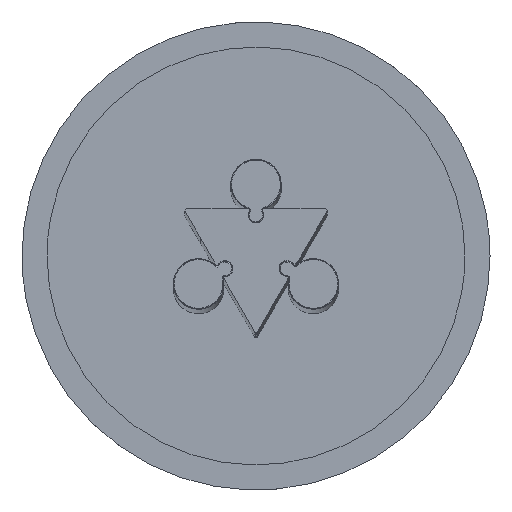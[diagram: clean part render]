
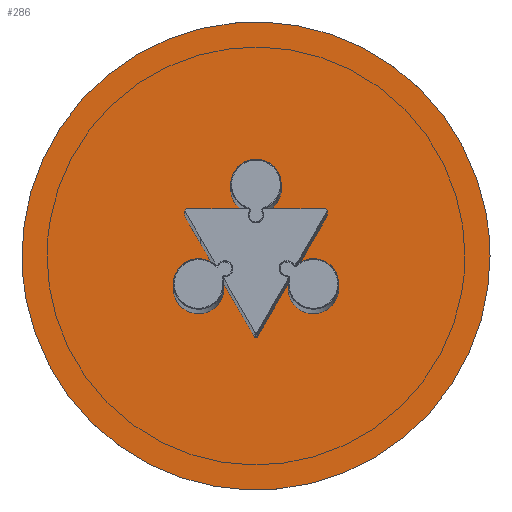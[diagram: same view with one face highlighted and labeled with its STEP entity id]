
A CAD part, top view. The second image highlights one B-rep face of the part: STEP entity #286.
In plain terms, the highlighted planar face has unit normal (0, 0, 1).
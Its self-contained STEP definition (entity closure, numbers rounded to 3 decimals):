
#286=ADVANCED_FACE('',(#428),#2136,.T.);
#428=FACE_OUTER_BOUND('',#570,.T.);
#570=EDGE_LOOP('',(#724,#725));
#724=ORIENTED_EDGE('',*,*,#1356,.F.);
#725=ORIENTED_EDGE('',*,*,#1352,.F.);
#1352=EDGE_CURVE('',#1936,#1938,#1671,.T.);
#1356=EDGE_CURVE('',#1938,#1936,#1675,.T.);
#1671=(
BOUNDED_CURVE()
B_SPLINE_CURVE(2,(#2377,#2378,#2379,#2380,#2381),.UNSPECIFIED.,.F.,.F.)
B_SPLINE_CURVE_WITH_KNOTS((3,2,3),(0.,219.911,439.823),
 .UNSPECIFIED.)
CURVE()
GEOMETRIC_REPRESENTATION_ITEM()
RATIONAL_B_SPLINE_CURVE((1.,0.707,1.,0.707,1.))
REPRESENTATION_ITEM('')
);
#1675=(
BOUNDED_CURVE()
B_SPLINE_CURVE(2,(#2391,#2392,#2393,#2394,#2395),.UNSPECIFIED.,.F.,.F.)
B_SPLINE_CURVE_WITH_KNOTS((3,2,3),(439.823,659.734,879.646),
 .UNSPECIFIED.)
CURVE()
GEOMETRIC_REPRESENTATION_ITEM()
RATIONAL_B_SPLINE_CURVE((1.,0.707,1.,0.707,1.))
REPRESENTATION_ITEM('')
);
#1936=VERTEX_POINT('',#2373);
#1938=VERTEX_POINT('',#2375);
#2136=PLANE('',#2218);
#2218=AXIS2_PLACEMENT_3D('',#2370,#2280,$);
#2280=DIRECTION('',(0.,0.,1.));
#2370=CARTESIAN_POINT('',(-165.799,186.142,8.015));
#2373=CARTESIAN_POINT('',(149.201,11.142,8.015));
#2375=CARTESIAN_POINT('',(-130.799,11.142,8.015));
#2377=CARTESIAN_POINT('',(149.201,11.142,8.015));
#2378=CARTESIAN_POINT('',(149.201,-128.858,8.015));
#2379=CARTESIAN_POINT('',(9.201,-128.858,8.015));
#2380=CARTESIAN_POINT('',(-130.799,-128.858,8.015));
#2381=CARTESIAN_POINT('',(-130.799,11.142,8.015));
#2391=CARTESIAN_POINT('',(-130.799,11.142,8.015));
#2392=CARTESIAN_POINT('',(-130.799,151.142,8.015));
#2393=CARTESIAN_POINT('',(9.201,151.142,8.015));
#2394=CARTESIAN_POINT('',(149.201,151.142,8.015));
#2395=CARTESIAN_POINT('',(149.201,11.142,8.015));
